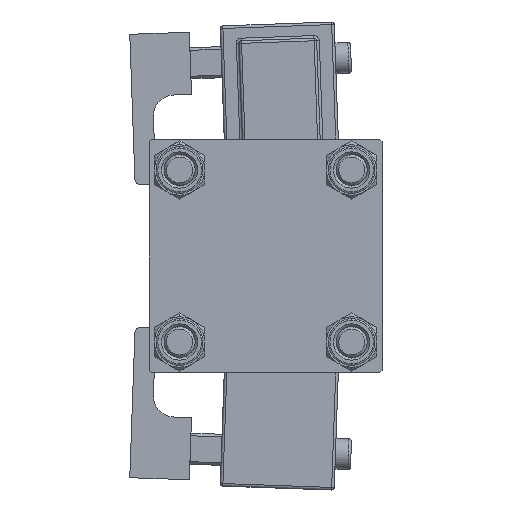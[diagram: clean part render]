
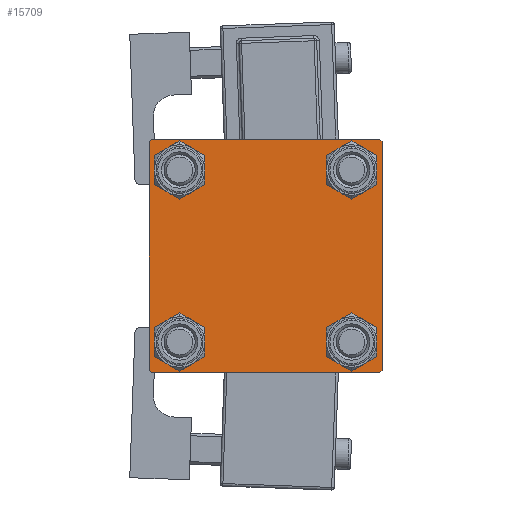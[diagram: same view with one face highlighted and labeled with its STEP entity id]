
A CAD part, left-side view. The second image highlights one B-rep face of the part: STEP entity #15709.
In plain terms, the highlighted planar face has unit normal (-1, 0, 0).
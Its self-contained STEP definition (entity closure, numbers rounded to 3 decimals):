
#82 = ORIENTED_EDGE ( 'NONE', *, *, #48347, .T. ) ;
#648 = ORIENTED_EDGE ( 'NONE', *, *, #46406, .T. ) ;
#810 = CARTESIAN_POINT ( 'NONE',  ( 0., -22.5, 22. ) ) ;
#1909 = EDGE_CURVE ( 'NONE', #27929, #18586, #41867, .T. ) ;
#2934 = CARTESIAN_POINT ( 'NONE',  ( 0., 16.6, -16.6 ) ) ;
#3227 = CARTESIAN_POINT ( 'NONE',  ( 0., -22., -22.5 ) ) ;
#4014 = AXIS2_PLACEMENT_3D ( 'NONE', #22991, #28004, #53222 ) ;
#4134 = AXIS2_PLACEMENT_3D ( 'NONE', #2934, #20037, #7413 ) ;
#4370 = ORIENTED_EDGE ( 'NONE', *, *, #14843, .T. ) ;
#4375 = DIRECTION ( 'NONE',  ( 0., -1., 0. ) ) ;
#4592 = DIRECTION ( 'NONE',  ( 0., 0.707, -0.707 ) ) ;
#4739 = CARTESIAN_POINT ( 'NONE',  ( 0., 22., 22.5 ) ) ;
#5071 = VERTEX_POINT ( 'NONE', #43623 ) ;
#5428 = DIRECTION ( 'NONE',  ( -1., 0., 0. ) ) ;
#5702 = DIRECTION ( 'NONE',  ( 0., 0., 1. ) ) ;
#6037 = DIRECTION ( 'NONE',  ( 0., 0., -1. ) ) ;
#6105 = CARTESIAN_POINT ( 'NONE',  ( 0., 16.6, -13.1 ) ) ;
#6132 = LINE ( 'NONE', #41138, #45334 ) ;
#7413 = DIRECTION ( 'NONE',  ( 0., 0., 1. ) ) ;
#7630 = EDGE_CURVE ( 'NONE', #27911, #20784, #32859, .T. ) ;
#7735 = VECTOR ( 'NONE', #23077, 1000. ) ;
#8298 = LINE ( 'NONE', #12505, #29980 ) ;
#8699 = EDGE_CURVE ( 'NONE', #51230, #29010, #11624, .T. ) ;
#8941 = VERTEX_POINT ( 'NONE', #20576 ) ;
#9375 = CIRCLE ( 'NONE', #4014, 3.5 ) ;
#10737 = LINE ( 'NONE', #27268, #7735 ) ;
#11624 = CIRCLE ( 'NONE', #18788, 3.5 ) ;
#11689 = CARTESIAN_POINT ( 'NONE',  ( 0., 16.6, 20.1 ) ) ;
#12505 = CARTESIAN_POINT ( 'NONE',  ( 0., 22.5, 22.5 ) ) ;
#12888 = EDGE_CURVE ( 'NONE', #5071, #19484, #35389, .T. ) ;
#13038 = VERTEX_POINT ( 'NONE', #38765 ) ;
#13324 = CARTESIAN_POINT ( 'NONE',  ( 0., -22., 22.5 ) ) ;
#13873 = CARTESIAN_POINT ( 'NONE',  ( 0., 22., -22.5 ) ) ;
#13973 = EDGE_CURVE ( 'NONE', #27911, #43191, #10737, .T. ) ;
#14325 = CARTESIAN_POINT ( 'NONE',  ( 0., 16.6, 16.6 ) ) ;
#14843 = EDGE_CURVE ( 'NONE', #33909, #22704, #50734, .T. ) ;
#14992 = CARTESIAN_POINT ( 'NONE',  ( 0., 22.5, -22.5 ) ) ;
#15709 = ADVANCED_FACE ( 'NONE', ( #18604, #18325, #23627, #35668, #32319 ), #23357, .T. ) ;
#16248 = ORIENTED_EDGE ( 'NONE', *, *, #43910, .F. ) ;
#16287 = EDGE_CURVE ( 'NONE', #19484, #5071, #55300, .T. ) ;
#17390 = EDGE_LOOP ( 'NONE', ( #19738, #27257 ) ) ;
#17658 = EDGE_LOOP ( 'NONE', ( #34330, #648 ) ) ;
#18103 = LINE ( 'NONE', #39107, #31253 ) ;
#18325 = FACE_BOUND ( 'NONE', #17390, .T. ) ;
#18586 = VERTEX_POINT ( 'NONE', #42270 ) ;
#18604 = FACE_BOUND ( 'NONE', #17658, .T. ) ;
#18788 = AXIS2_PLACEMENT_3D ( 'NONE', #49009, #31924, #43978 ) ;
#19484 = VERTEX_POINT ( 'NONE', #6105 ) ;
#19738 = ORIENTED_EDGE ( 'NONE', *, *, #46212, .T. ) ;
#20037 = DIRECTION ( 'NONE',  ( 1., 0., 0. ) ) ;
#20245 = ORIENTED_EDGE ( 'NONE', *, *, #1909, .T. ) ;
#20347 = AXIS2_PLACEMENT_3D ( 'NONE', #50296, #33744, #50852 ) ;
#20576 = CARTESIAN_POINT ( 'NONE',  ( 0., -16.6, -20.1 ) ) ;
#20784 = VERTEX_POINT ( 'NONE', #43348 ) ;
#20869 = EDGE_LOOP ( 'NONE', ( #48176, #4370 ) ) ;
#21835 = EDGE_LOOP ( 'NONE', ( #53340, #82, #24783, #30254, #48991, #51376, #16248, #20245 ) ) ;
#22113 = LINE ( 'NONE', #43131, #30055 ) ;
#22330 = DIRECTION ( 'NONE',  ( 0., 0., 1. ) ) ;
#22704 = VERTEX_POINT ( 'NONE', #11689 ) ;
#22885 = EDGE_CURVE ( 'NONE', #18586, #27313, #18103, .T. ) ;
#22991 = CARTESIAN_POINT ( 'NONE',  ( 0., -16.6, 16.6 ) ) ;
#23077 = DIRECTION ( 'NONE',  ( 0., 0.707, 0.707 ) ) ;
#23321 = EDGE_CURVE ( 'NONE', #8941, #13038, #51839, .T. ) ;
#23357 = PLANE ( 'NONE',  #31981 ) ;
#23414 = CARTESIAN_POINT ( 'NONE',  ( 0., -16.6, 20.1 ) ) ;
#23627 = FACE_BOUND ( 'NONE', #50267, .T. ) ;
#23890 = VERTEX_POINT ( 'NONE', #3227 ) ;
#23907 = DIRECTION ( 'NONE',  ( 0., 0., -1. ) ) ;
#24463 = CARTESIAN_POINT ( 'NONE',  ( 0., -22.5, 22.5 ) ) ;
#24783 = ORIENTED_EDGE ( 'NONE', *, *, #45004, .T. ) ;
#25614 = CARTESIAN_POINT ( 'NONE',  ( 0., 22.25, 22.25 ) ) ;
#26524 = CARTESIAN_POINT ( 'NONE',  ( 0., 16.6, -16.6 ) ) ;
#27249 = CARTESIAN_POINT ( 'NONE',  ( 0., -16.6, -16.6 ) ) ;
#27257 = ORIENTED_EDGE ( 'NONE', *, *, #23321, .T. ) ;
#27268 = CARTESIAN_POINT ( 'NONE',  ( 0., -22.25, 22.25 ) ) ;
#27313 = VERTEX_POINT ( 'NONE', #49726 ) ;
#27911 = VERTEX_POINT ( 'NONE', #810 ) ;
#27929 = VERTEX_POINT ( 'NONE', #4739 ) ;
#28004 = DIRECTION ( 'NONE',  ( 1., 0., 0. ) ) ;
#28065 = DIRECTION ( 'NONE',  ( 1., 0., 0. ) ) ;
#29010 = VERTEX_POINT ( 'NONE', #33153 ) ;
#29980 = VECTOR ( 'NONE', #4375, 1000. ) ;
#30055 = VECTOR ( 'NONE', #47335, 1000. ) ;
#30254 = ORIENTED_EDGE ( 'NONE', *, *, #50345, .T. ) ;
#30853 = DIRECTION ( 'NONE',  ( 0., 0., 1. ) ) ;
#31253 = VECTOR ( 'NONE', #6037, 1000. ) ;
#31732 = DIRECTION ( 'NONE',  ( 0., 0., 1. ) ) ;
#31924 = DIRECTION ( 'NONE',  ( 1., 0., 0. ) ) ;
#31981 = AXIS2_PLACEMENT_3D ( 'NONE', #36215, #5428, #5702 ) ;
#32308 = DIRECTION ( 'NONE',  ( 1., 0., 0. ) ) ;
#32319 = FACE_OUTER_BOUND ( 'NONE', #21835, .T. ) ;
#32859 = LINE ( 'NONE', #24463, #47234 ) ;
#33153 = CARTESIAN_POINT ( 'NONE',  ( 0., -16.6, 13.1 ) ) ;
#33587 = VECTOR ( 'NONE', #4592, 1000. ) ;
#33744 = DIRECTION ( 'NONE',  ( 1., 0., 0. ) ) ;
#33909 = VERTEX_POINT ( 'NONE', #46284 ) ;
#34330 = ORIENTED_EDGE ( 'NONE', *, *, #8699, .T. ) ;
#35039 = DIRECTION ( 'NONE',  ( 1., 0., 0. ) ) ;
#35389 = CIRCLE ( 'NONE', #4134, 3.5 ) ;
#35668 = FACE_BOUND ( 'NONE', #20869, .T. ) ;
#36215 = CARTESIAN_POINT ( 'NONE',  ( 0., 0., 0. ) ) ;
#36278 = VECTOR ( 'NONE', #49725, 1000. ) ;
#38765 = CARTESIAN_POINT ( 'NONE',  ( 0., -16.6, -13.1 ) ) ;
#39107 = CARTESIAN_POINT ( 'NONE',  ( 0., 22.5, 22.5 ) ) ;
#39961 = AXIS2_PLACEMENT_3D ( 'NONE', #14325, #35039, #30853 ) ;
#40578 = DIRECTION ( 'NONE',  ( 0., -0.707, 0.707 ) ) ;
#41138 = CARTESIAN_POINT ( 'NONE',  ( 0., -22.25, -22.25 ) ) ;
#41867 = LINE ( 'NONE', #25614, #33587 ) ;
#42270 = CARTESIAN_POINT ( 'NONE',  ( 0., 22.5, 22. ) ) ;
#43022 = ORIENTED_EDGE ( 'NONE', *, *, #16287, .T. ) ;
#43131 = CARTESIAN_POINT ( 'NONE',  ( 0., 22.25, -22.25 ) ) ;
#43191 = VERTEX_POINT ( 'NONE', #13324 ) ;
#43348 = CARTESIAN_POINT ( 'NONE',  ( 0., -22.5, -22. ) ) ;
#43614 = DIRECTION ( 'NONE',  ( 1., 0., 0. ) ) ;
#43623 = CARTESIAN_POINT ( 'NONE',  ( 0., 16.6, -20.1 ) ) ;
#43678 = ORIENTED_EDGE ( 'NONE', *, *, #12888, .T. ) ;
#43910 = EDGE_CURVE ( 'NONE', #27929, #43191, #8298, .T. ) ;
#43978 = DIRECTION ( 'NONE',  ( 0., 0., 1. ) ) ;
#44493 = CIRCLE ( 'NONE', #20347, 3.5 ) ;
#44914 = CARTESIAN_POINT ( 'NONE',  ( 0., -16.6, -16.6 ) ) ;
#45004 = EDGE_CURVE ( 'NONE', #54295, #23890, #53375, .T. ) ;
#45334 = VECTOR ( 'NONE', #40578, 1000. ) ;
#46212 = EDGE_CURVE ( 'NONE', #13038, #8941, #48731, .T. ) ;
#46284 = CARTESIAN_POINT ( 'NONE',  ( 0., 16.6, 13.1 ) ) ;
#46406 = EDGE_CURVE ( 'NONE', #29010, #51230, #9375, .T. ) ;
#47212 = AXIS2_PLACEMENT_3D ( 'NONE', #26524, #43614, #22330 ) ;
#47234 = VECTOR ( 'NONE', #23907, 1000. ) ;
#47335 = DIRECTION ( 'NONE',  ( 0., -0.707, -0.707 ) ) ;
#47930 = AXIS2_PLACEMENT_3D ( 'NONE', #27249, #28065, #31732 ) ;
#48176 = ORIENTED_EDGE ( 'NONE', *, *, #51395, .T. ) ;
#48347 = EDGE_CURVE ( 'NONE', #27313, #54295, #22113, .T. ) ;
#48731 = CIRCLE ( 'NONE', #47930, 3.5 ) ;
#48991 = ORIENTED_EDGE ( 'NONE', *, *, #7630, .F. ) ;
#49009 = CARTESIAN_POINT ( 'NONE',  ( 0., -16.6, 16.6 ) ) ;
#49661 = DIRECTION ( 'NONE',  ( 0., 0., 1. ) ) ;
#49725 = DIRECTION ( 'NONE',  ( 0., -1., 0. ) ) ;
#49726 = CARTESIAN_POINT ( 'NONE',  ( 0., 22.5, -22. ) ) ;
#50267 = EDGE_LOOP ( 'NONE', ( #43022, #43678 ) ) ;
#50296 = CARTESIAN_POINT ( 'NONE',  ( 0., 16.6, 16.6 ) ) ;
#50345 = EDGE_CURVE ( 'NONE', #23890, #20784, #6132, .T. ) ;
#50734 = CIRCLE ( 'NONE', #39961, 3.5 ) ;
#50852 = DIRECTION ( 'NONE',  ( 0., 0., 1. ) ) ;
#51230 = VERTEX_POINT ( 'NONE', #23414 ) ;
#51376 = ORIENTED_EDGE ( 'NONE', *, *, #13973, .T. ) ;
#51395 = EDGE_CURVE ( 'NONE', #22704, #33909, #44493, .T. ) ;
#51839 = CIRCLE ( 'NONE', #52763, 3.5 ) ;
#52763 = AXIS2_PLACEMENT_3D ( 'NONE', #44914, #32308, #49661 ) ;
#53222 = DIRECTION ( 'NONE',  ( 0., 0., 1. ) ) ;
#53340 = ORIENTED_EDGE ( 'NONE', *, *, #22885, .T. ) ;
#53375 = LINE ( 'NONE', #14992, #36278 ) ;
#54295 = VERTEX_POINT ( 'NONE', #13873 ) ;
#55300 = CIRCLE ( 'NONE', #47212, 3.5 ) ;
